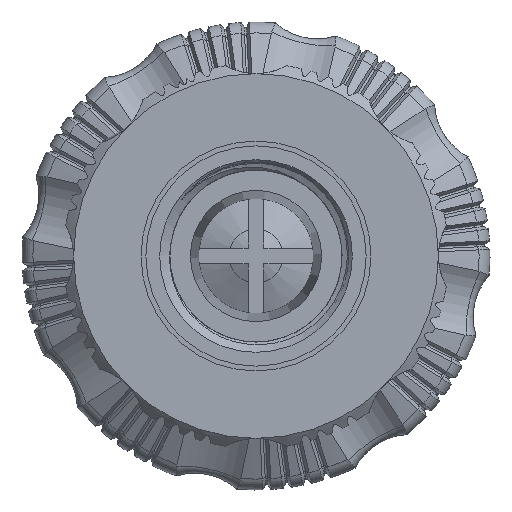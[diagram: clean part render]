
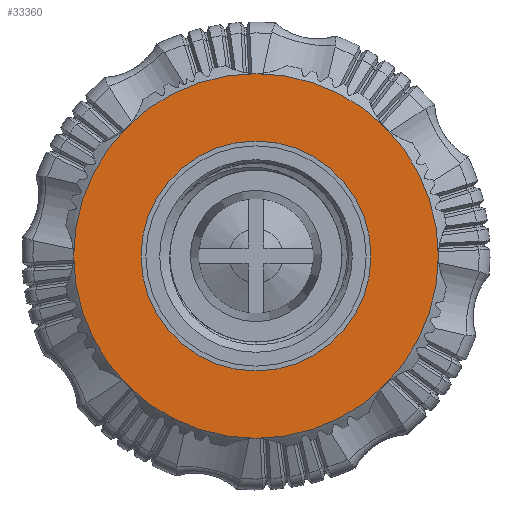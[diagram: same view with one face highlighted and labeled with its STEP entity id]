
A CAD part, front view. The second image highlights one B-rep face of the part: STEP entity #33360.
In plain terms, the highlighted planar face has unit normal (0, -1, 0).
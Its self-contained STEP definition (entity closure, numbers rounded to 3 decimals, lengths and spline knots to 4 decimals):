
#2058=FACE_BOUND($,#4994,.T.);
#2954=FACE_OUTER_BOUND($,#4993,.T.);
#4993=EDGE_LOOP($,(#23279,#23280,#23281,#23282,#23283,#23284,#23285,#23286));
#4994=EDGE_LOOP($,(#23287));
#7008=CIRCLE($,#35439,0.6575);
#7083=CIRCLE($,#35564,1.0433);
#7088=CIRCLE($,#35591,1.0433);
#7089=CIRCLE($,#35593,1.0433);
#7090=CIRCLE($,#35595,1.0433);
#7091=CIRCLE($,#35597,1.0433);
#7096=CIRCLE($,#35626,1.0433);
#7097=CIRCLE($,#35627,1.0433);
#7098=CIRCLE($,#35628,1.0433);
#13571=VERTEX_POINT($,#48394);
#13605=VERTEX_POINT($,#48643);
#13633=VERTEX_POINT($,#48883);
#13689=VERTEX_POINT($,#49281);
#13777=VERTEX_POINT($,#49684);
#13778=VERTEX_POINT($,#49691);
#13806=VERTEX_POINT($,#50012);
#13831=VERTEX_POINT($,#50318);
#13832=VERTEX_POINT($,#50320);
#17145=EDGE_CURVE($,#13689,#13689,#7008,.T.);
#17292=EDGE_CURVE($,#13778,#13777,#7083,.T.);
#17347=EDGE_CURVE($,#13777,#13571,#7088,.T.);
#17348=EDGE_CURVE($,#13571,#13605,#7089,.T.);
#17349=EDGE_CURVE($,#13605,#13633,#7090,.T.);
#17351=EDGE_CURVE($,#13633,#13806,#7091,.T.);
#17405=EDGE_CURVE($,#13831,#13806,#7096,.T.);
#17406=EDGE_CURVE($,#13832,#13831,#7097,.T.);
#17407=EDGE_CURVE($,#13778,#13832,#7098,.T.);
#23279=ORIENTED_EDGE($,*,*,#17347,.T.);
#23280=ORIENTED_EDGE($,*,*,#17348,.T.);
#23281=ORIENTED_EDGE($,*,*,#17349,.T.);
#23282=ORIENTED_EDGE($,*,*,#17351,.T.);
#23283=ORIENTED_EDGE($,*,*,#17405,.F.);
#23284=ORIENTED_EDGE($,*,*,#17406,.F.);
#23285=ORIENTED_EDGE($,*,*,#17407,.F.);
#23286=ORIENTED_EDGE($,*,*,#17292,.T.);
#23287=ORIENTED_EDGE($,*,*,#17145,.F.);
#32310=PLANE($,#35625);
#33360=ADVANCED_FACE($,(#2954,#2058),#32310,.F.);
#35439=AXIS2_PLACEMENT_3D($,#49282,#39351,#39352);
#35564=AXIS2_PLACEMENT_3D($,#49692,#39651,#39652);
#35591=AXIS2_PLACEMENT_3D($,#50006,#39717,#39718);
#35593=AXIS2_PLACEMENT_3D($,#50008,#39721,#39722);
#35595=AXIS2_PLACEMENT_3D($,#50010,#39725,#39726);
#35597=AXIS2_PLACEMENT_3D($,#50019,#39729,#39730);
#35625=AXIS2_PLACEMENT_3D($,#50317,#39799,#39800);
#35626=AXIS2_PLACEMENT_3D($,#50319,#39801,#39802);
#35627=AXIS2_PLACEMENT_3D($,#50321,#39803,#39804);
#35628=AXIS2_PLACEMENT_3D($,#50322,#39805,#39806);
#39351=DIRECTION('center_axis',(0.,-1.,0.));
#39352=DIRECTION('ref_axis',(0.,0.,-1.));
#39651=DIRECTION('center_axis',(0.,-1.,0.));
#39652=DIRECTION('ref_axis',(-0.383,0.,
-0.924));
#39717=DIRECTION('center_axis',(0.,-1.,0.));
#39718=DIRECTION('ref_axis',(0.383,0.,-0.924));
#39721=DIRECTION('center_axis',(0.,-1.,0.));
#39722=DIRECTION('ref_axis',(0.924,0.,-0.383));
#39725=DIRECTION('center_axis',(0.,-1.,0.));
#39726=DIRECTION('ref_axis',(0.924,0.,0.383));
#39729=DIRECTION('center_axis',(0.,-1.,0.));
#39730=DIRECTION('ref_axis',(0.383,0.,0.924));
#39799=DIRECTION('center_axis',(0.,1.,0.));
#39800=DIRECTION('ref_axis',(0.,0.,1.));
#39801=DIRECTION('center_axis',(0.,1.,0.));
#39802=DIRECTION('ref_axis',(-0.383,0.,0.924));
#39803=DIRECTION('center_axis',(0.,1.,0.));
#39804=DIRECTION('ref_axis',(-0.924,0.,0.383));
#39805=DIRECTION('center_axis',(0.,1.,0.));
#39806=DIRECTION('ref_axis',(-0.924,0.,-0.383));
#48394=CARTESIAN_POINT('',(-0.7377,0.,-0.7377));
#48643=CARTESIAN_POINT('',(0.,0.,
-1.0433));
#48883=CARTESIAN_POINT('',(0.7377,0.,-0.7377));
#49281=CARTESIAN_POINT('',(-0.6575,0.,0.));
#49282=CARTESIAN_POINT('Origin',(0.,0.,0.));
#49684=CARTESIAN_POINT('',(-1.0433,0.,0.));
#49691=CARTESIAN_POINT('',(-0.7377,0.,0.7377));
#49692=CARTESIAN_POINT('Origin',(0.,0.,
0.));
#50006=CARTESIAN_POINT('Origin',(0.,0.,
0.));
#50008=CARTESIAN_POINT('Origin',(0.,0.,
0.));
#50010=CARTESIAN_POINT('Origin',(0.,0.,
0.));
#50012=CARTESIAN_POINT('',(1.0433,0.,0.));
#50019=CARTESIAN_POINT('Origin',(0.,0.,
0.));
#50317=CARTESIAN_POINT('Origin',(0.,0.,1.085));
#50318=CARTESIAN_POINT('',(0.7377,0.,0.7377));
#50319=CARTESIAN_POINT('Origin',(0.,0.,
0.));
#50320=CARTESIAN_POINT('',(0.,0.,1.0433));
#50321=CARTESIAN_POINT('Origin',(0.,0.,
0.));
#50322=CARTESIAN_POINT('Origin',(0.,0.,
0.));
